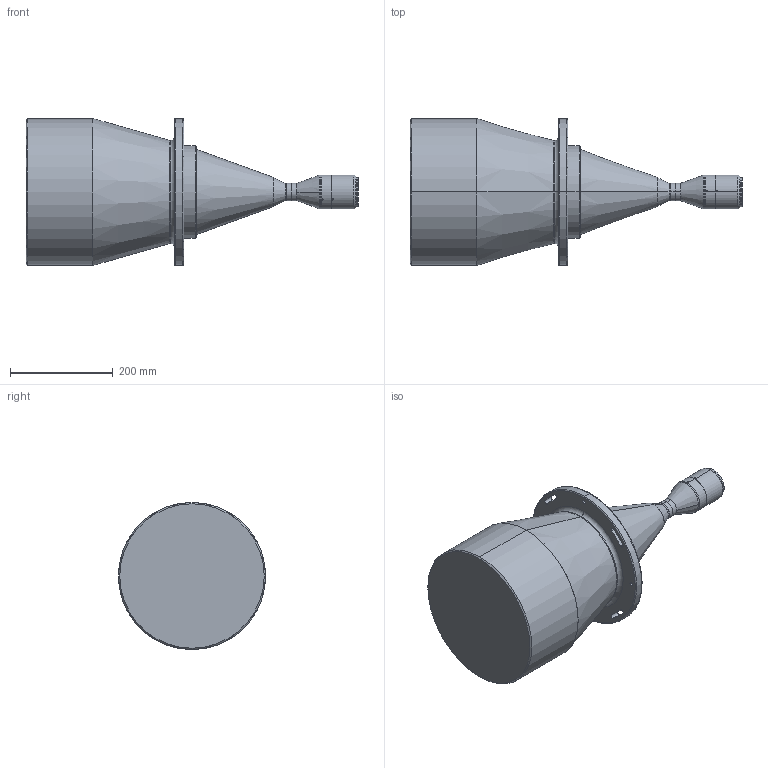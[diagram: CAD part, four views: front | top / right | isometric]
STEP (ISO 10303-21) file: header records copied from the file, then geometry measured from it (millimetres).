
FILE_DESCRIPTION (( 'STEP AP203' ), '1' );
FILE_NAME ('DTCM210-240H-M58-AL.STEP', '2022-11-28T00:56:56', ( '' ), ( '' ), 'SwSTEP 2.0', 'SolidWorks 2017', '' );
FILE_SCHEMA (( 'CONFIG_CONTROL_DESIGN' ));
Length unit declared in the file: millimetre
Products named in the file (1): DTCM210-240H-M58-AL
Bounding box: 646 x 286 x 286 mm (x, y, z)
Volume: 19388622.1 mm3; surface area: 502147.2 mm2
Topology: 1 solids, 1 shells, 123 faces, 292 edges, 174 vertices
Faces by surface type: cylinder 66, cone 30, bspline 14, plane 11, torus 2
Entity records: 3925 total; most frequent: CARTESIAN_POINT 1052, DIRECTION 620, ORIENTED_EDGE 560, EDGE_CURVE 280, AXIS2_PLACEMENT_3D 262, VERTEX_POINT 174, EDGE_LOOP 154, CIRCLE 152
